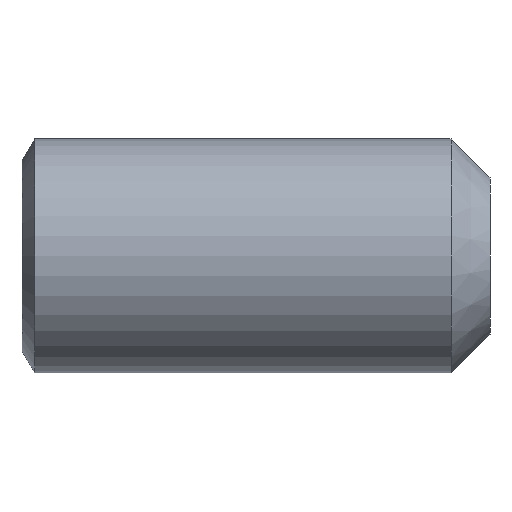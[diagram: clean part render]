
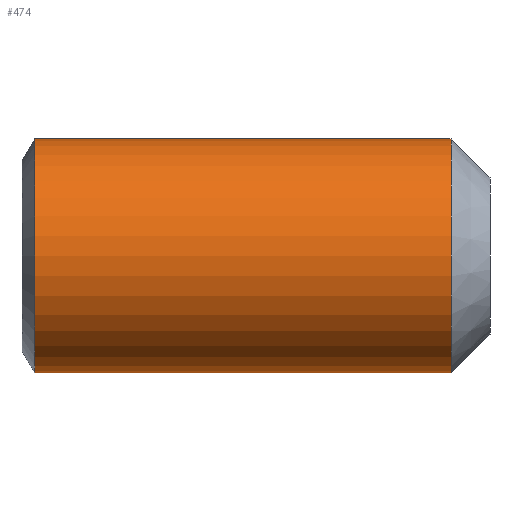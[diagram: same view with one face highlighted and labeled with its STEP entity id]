
A CAD part, front view. The second image highlights one B-rep face of the part: STEP entity #474.
In plain terms, the highlighted cylindrical face has radius 1.5 mm (diameter 3 mm), a partial arc.
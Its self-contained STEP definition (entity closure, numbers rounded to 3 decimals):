
#24 = DIRECTION ( 'NONE',  ( -1., 0., 0. ) ) ;
#27 = DIRECTION ( 'NONE',  ( -1., 0., 0. ) ) ;
#44 = CARTESIAN_POINT ( 'NONE',  ( 5.5, 0., 1.5 ) ) ;
#55 = CARTESIAN_POINT ( 'NONE',  ( -12.7, 0., 0. ) ) ;
#73 = VERTEX_POINT ( 'NONE', #44 ) ;
#101 = EDGE_CURVE ( 'NONE', #415, #208, #117, .T. ) ;
#112 = VERTEX_POINT ( 'NONE', #163 ) ;
#117 = CIRCLE ( 'NONE', #364, 1.5 ) ;
#130 = CYLINDRICAL_SURFACE ( 'NONE', #182, 1.5 ) ;
#163 = CARTESIAN_POINT ( 'NONE',  ( 5.5, 0., -1.5 ) ) ;
#168 = DIRECTION ( 'NONE',  ( 0., 0., 1. ) ) ;
#173 = EDGE_CURVE ( 'NONE', #112, #73, #179, .T. ) ;
#176 = ORIENTED_EDGE ( 'NONE', *, *, #173, .T. ) ;
#179 = CIRCLE ( 'NONE', #456, 1.5 ) ;
#182 = AXIS2_PLACEMENT_3D ( 'NONE', #55, #468, #332 ) ;
#208 = VERTEX_POINT ( 'NONE', #478 ) ;
#222 = CARTESIAN_POINT ( 'NONE',  ( -12.7, 0., -1.5 ) ) ;
#226 = EDGE_LOOP ( 'NONE', ( #386, #176, #451, #399 ) ) ;
#228 = EDGE_CURVE ( 'NONE', #73, #208, #416, .T. ) ;
#251 = CARTESIAN_POINT ( 'NONE',  ( -12.7, 0., 1.5 ) ) ;
#274 = CARTESIAN_POINT ( 'NONE',  ( 5.5, 0., 0. ) ) ;
#332 = DIRECTION ( 'NONE',  ( 0., 0., 1. ) ) ;
#337 = EDGE_CURVE ( 'NONE', #112, #415, #441, .T. ) ;
#364 = AXIS2_PLACEMENT_3D ( 'NONE', #395, #24, #168 ) ;
#386 = ORIENTED_EDGE ( 'NONE', *, *, #337, .F. ) ;
#388 = DIRECTION ( 'NONE',  ( 0., 0., 1. ) ) ;
#395 = CARTESIAN_POINT ( 'NONE',  ( 0.162, 0., 0. ) ) ;
#399 = ORIENTED_EDGE ( 'NONE', *, *, #101, .F. ) ;
#410 = DIRECTION ( 'NONE',  ( -1., 0., 0. ) ) ;
#415 = VERTEX_POINT ( 'NONE', #458 ) ;
#416 = LINE ( 'NONE', #251, #444 ) ;
#441 = LINE ( 'NONE', #222, #470 ) ;
#444 = VECTOR ( 'NONE', #477, 1000. ) ;
#451 = ORIENTED_EDGE ( 'NONE', *, *, #228, .T. ) ;
#456 = AXIS2_PLACEMENT_3D ( 'NONE', #274, #27, #388 ) ;
#458 = CARTESIAN_POINT ( 'NONE',  ( 0.162, 0., -1.5 ) ) ;
#460 = FACE_OUTER_BOUND ( 'NONE', #226, .T. ) ;
#468 = DIRECTION ( 'NONE',  ( -1., 0., 0. ) ) ;
#470 = VECTOR ( 'NONE', #410, 1000. ) ;
#474 = ADVANCED_FACE ( 'NONE', ( #460 ), #130, .T. ) ;
#477 = DIRECTION ( 'NONE',  ( -1., 0., 0. ) ) ;
#478 = CARTESIAN_POINT ( 'NONE',  ( 0.162, 0., 1.5 ) ) ;
